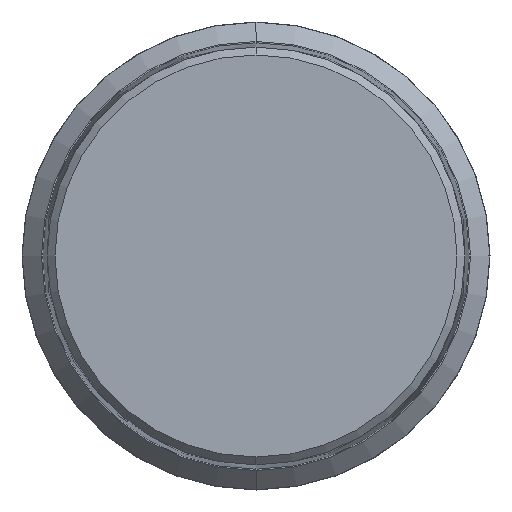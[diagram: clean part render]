
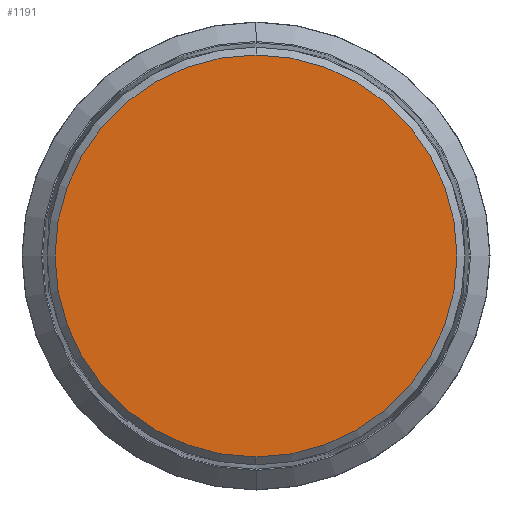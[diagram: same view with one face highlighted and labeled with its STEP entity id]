
A CAD part, front view. The second image highlights one B-rep face of the part: STEP entity #1191.
In plain terms, the highlighted planar face has unit normal (0, -1, 0).
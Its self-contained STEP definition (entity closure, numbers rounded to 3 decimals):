
#1191=ADVANCED_FACE('',(#2315),#2316,.T.);
#2315=FACE_OUTER_BOUND('',#3395,.T.);
#2316=PLANE('',#3396);
#3395=EDGE_LOOP('',(#6222,#6223));
#3396=AXIS2_PLACEMENT_3D('',#6224,#6225,#6226);
#6222=ORIENTED_EDGE('',*,*,#7272,.T.);
#6223=ORIENTED_EDGE('',*,*,#7300,.T.);
#6224=CARTESIAN_POINT('',(0.0,-10.0,3.865));
#6225=DIRECTION('',(0.0,-1.0,0.0));
#6226=DIRECTION('',(0.0,0.0,1.0));
#7272=EDGE_CURVE('',#8740,#8744,#8746,.T.);
#7300=EDGE_CURVE('',#8744,#8740,#8784,.T.);
#8740=VERTEX_POINT('',#10804);
#8744=VERTEX_POINT('',#10809);
#8746=CIRCLE('',#10812,7.731);
#8784=CIRCLE('',#10856,7.731);
#10804=CARTESIAN_POINT('',(0.0,-10.0,7.731));
#10809=CARTESIAN_POINT('',(0.,-10.0,-7.731));
#10812=AXIS2_PLACEMENT_3D('',#12292,#12293,#12294);
#10856=AXIS2_PLACEMENT_3D('',#12334,#12335,#12336);
#12292=CARTESIAN_POINT('',(0.0,-10.0,0.0));
#12293=DIRECTION('',(0.0,-1.0,0.0));
#12294=DIRECTION('',(0.0,0.0,1.0));
#12334=CARTESIAN_POINT('',(0.0,-10.0,0.0));
#12335=DIRECTION('',(0.0,-1.0,0.0));
#12336=DIRECTION('',(0.0,0.0,1.0));
